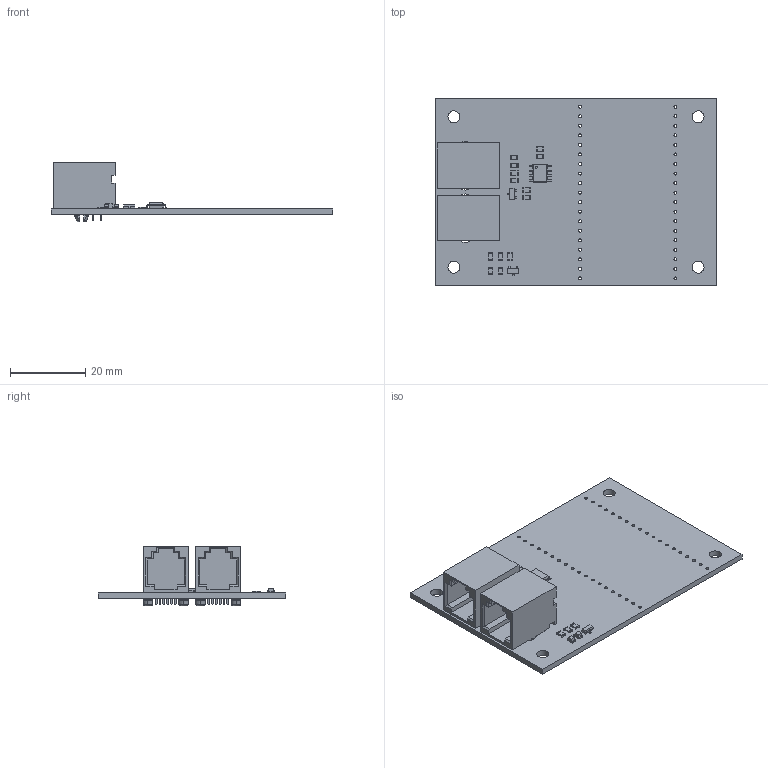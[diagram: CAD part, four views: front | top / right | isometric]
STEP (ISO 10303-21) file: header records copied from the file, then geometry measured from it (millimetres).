
FILE_DESCRIPTION(('KiCad electronic assembly'),'2;1');
FILE_NAME('LocoBuffer-3D.step','2023-06-21T17:57:00',('Pcbnew'),('Kicad' ),'Open CASCADE STEP processor 7.5','KiCad to STEP converter', 'Unknown');
FILE_SCHEMA(('AUTOMOTIVE_DESIGN { 1 0 10303 214 1 1 1 1 }'));
Length unit declared in the file: millimetre
Products named in the file (12): LocoBuffer-3D 1; LED_0805_2012Metric; SOLID; RJE0166001--3DModel-STEP-56544; COMPOUND; R_0805_2012Metric; SOIC-8_3.9x4.9mm_P1.27mm; SOT-23; tmp4r0hposz PCB
Assembly tree (24 placements, depth 3):
  LocoBuffer-3D 1
    LED_0805_2012Metric  x2
      SOLID
    RJE0166001--3DModel-STEP-56544  x2
      COMPOUND
    R_0805_2012Metric  x11
      SOLID
    SOIC-8_3.9x4.9mm_P1.27mm
      SOLID
    SOT-23  x2
      SOLID
    tmp4r0hposz PCB
Bounding box: 75 x 50 x 15.95 mm (x, y, z)
Volume: 8925.8 mm3; surface area: 11621.1 mm2
Topology: 31 solids, 31 shells, 1094 faces, 2829 edges, 1806 vertices
Faces by surface type: plane 713, cylinder 247, bspline 86, cone 24, torus 24
Full cylindrical faces by diameter (mm): 0.6 x1, 0.8 x38, 0.89 x12, 3.2 x4, 3.45 x4
Entity records: 38821 total; most frequent: CARTESIAN_POINT 8542, DIRECTION 5030, LINE 3357, VECTOR 3357, ORIENTED_EDGE 2806, PCURVE 2806, DEFINITIONAL_REPRESENTATION 2806, EDGE_CURVE 1403
